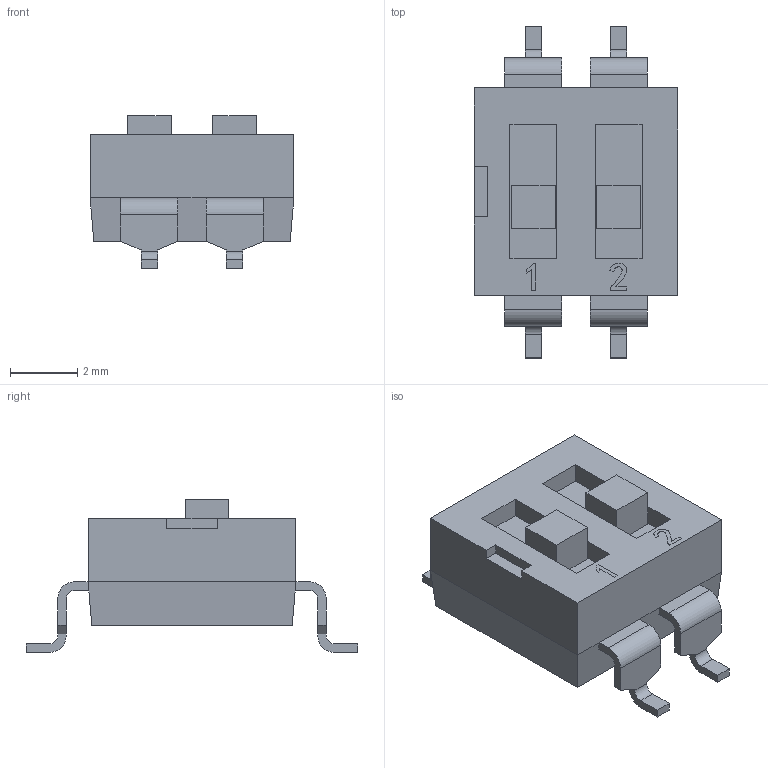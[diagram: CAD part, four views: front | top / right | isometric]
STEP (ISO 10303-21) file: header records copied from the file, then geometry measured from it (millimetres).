
FILE_DESCRIPTION (( 'STEP AP214' ), '1' );
FILE_NAME ('SW-SMD_4P-L6.1-W6.2-P2.54-LS10.0.step', '2022-07-26T14:42:12', ( '' ), ( '' ), 'SwSTEP 2.0', 'SolidWorks 2020', '' );
FILE_SCHEMA (( 'AUTOMOTIVE_DESIGN' ));
Length unit declared in the file: millimetre
Products named in the file (1): SW-SMD_4P-L6.1-W6.2-P2.54-LS10.0
Bounding box: 6.08 x 9.9 x 4.55 mm (x, y, z)
Volume: 119.8 mm3; surface area: 215.2 mm2
Topology: 14 solids, 14 shells, 394 faces, 1062 edges, 709 vertices
Faces by surface type: plane 266, bspline 112, cylinder 16
Entity records: 17428 total; most frequent: CARTESIAN_POINT 4392, ORIENTED_EDGE 2124, DIRECTION 1427, EDGE_CURVE 1062, VECTOR 797, LINE 797, VERTEX_POINT 709, EDGE_LOOP 419
